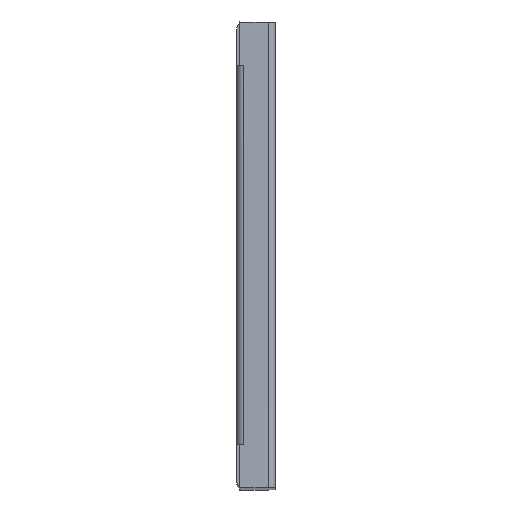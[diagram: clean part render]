
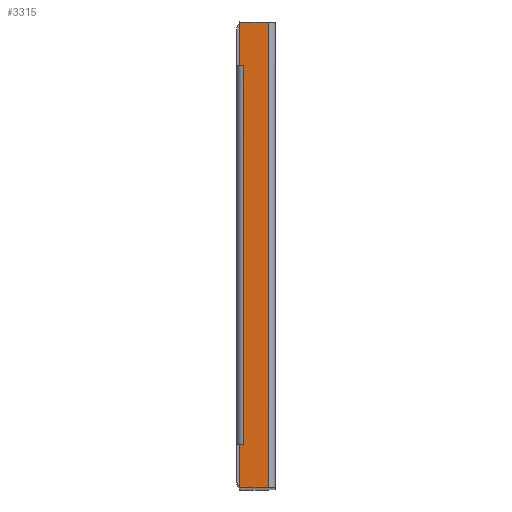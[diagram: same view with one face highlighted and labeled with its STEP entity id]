
A CAD part, top view. The second image highlights one B-rep face of the part: STEP entity #3315.
In plain terms, the highlighted planar face has unit normal (0, 0, 1).
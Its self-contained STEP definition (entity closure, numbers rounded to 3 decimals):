
#1165=B_SPLINE_CURVE_WITH_KNOTS('',1,(#71908,#71909),.UNSPECIFIED.,.F.,
 .F.,(2,2),(0.,1.),.UNSPECIFIED.);
#1173=B_SPLINE_CURVE_WITH_KNOTS('',1,(#71963,#71964),.UNSPECIFIED.,.F.,
 .F.,(2,2),(0.,1.),.UNSPECIFIED.);
#3315=ADVANCED_FACE('F31',(#7550),#5436,.F.);
#5436=PLANE('',#48792);
#7550=FACE_OUTER_BOUND('',#9673,.T.);
#9673=EDGE_LOOP('',(#19092,#19093,#19094,#19095,#19096,#19097,#19098,#19099));
#19092=ORIENTED_EDGE('',*,*,#33990,.F.);
#19093=ORIENTED_EDGE('',*,*,#33991,.F.);
#19094=ORIENTED_EDGE('',*,*,#33992,.F.);
#19095=ORIENTED_EDGE('',*,*,#33993,.F.);
#19096=ORIENTED_EDGE('',*,*,#33994,.F.);
#19097=ORIENTED_EDGE('',*,*,#33973,.F.);
#19098=ORIENTED_EDGE('',*,*,#33969,.F.);
#19099=ORIENTED_EDGE('',*,*,#33995,.F.);
#27650=VERTEX_POINT('',#71896);
#27652=VERTEX_POINT('',#71899);
#27655=VERTEX_POINT('',#71910);
#27666=VERTEX_POINT('',#71956);
#27667=VERTEX_POINT('',#71960);
#27668=VERTEX_POINT('',#71965);
#27669=VERTEX_POINT('',#71967);
#27670=VERTEX_POINT('',#71969);
#33969=EDGE_CURVE('E122',#27650,#27652,#40333,.T.);
#33973=EDGE_CURVE('E123',#27652,#27655,#1165,.T.);
#33990=EDGE_CURVE('E84',#27667,#27666,#40337,.T.);
#33991=EDGE_CURVE('E126',#27668,#27667,#1173,.T.);
#33992=EDGE_CURVE('E125',#27669,#27668,#40338,.T.);
#33993=EDGE_CURVE('E124',#27670,#27669,#40339,.T.);
#33994=EDGE_CURVE('E95',#27655,#27670,#40340,.T.);
#33995=EDGE_CURVE('E121',#27666,#27650,#40341,.T.);
#40333=LINE('',#71898,#46630);
#40337=LINE('',#71961,#46634);
#40338=LINE('',#71966,#46635);
#40339=LINE('',#71968,#46636);
#40340=LINE('',#71970,#46637);
#40341=LINE('',#71971,#46638);
#46630=VECTOR('',#59234,1.);
#46634=VECTOR('',#59258,1.);
#46635=VECTOR('',#59261,1.);
#46636=VECTOR('',#59262,1.);
#46637=VECTOR('',#59263,1.);
#46638=VECTOR('',#59264,1.);
#48792=AXIS2_PLACEMENT_3D('',#71972,#59265,#59266);
#59234=DIRECTION('',(0.,1.,0.));
#59258=DIRECTION('',(0.,-1.,0.));
#59261=DIRECTION('',(0.,1.,0.));
#59262=DIRECTION('',(-1.,0.,0.));
#59263=DIRECTION('',(0.,1.,0.));
#59264=DIRECTION('',(-1.,0.,0.));
#59265=DIRECTION('',(0.,0.,-1.));
#59266=DIRECTION('',(0.,-1.,0.));
#71896=CARTESIAN_POINT('',(-219.221,-2189.055,-916.862));
#71898=CARTESIAN_POINT('',(-219.221,-2175.055,-916.862));
#71899=CARTESIAN_POINT('',(-219.221,-2161.055,-916.862));
#71908=CARTESIAN_POINT('',(-219.221,-2161.055,-916.862));
#71909=CARTESIAN_POINT('',(-216.621,-2161.055,-916.862));
#71910=CARTESIAN_POINT('',(-216.621,-2161.055,-916.862));
#71956=CARTESIAN_POINT('',(-200.821,-2189.055,-916.862));
#71960=CARTESIAN_POINT('',(-200.821,-1889.055,-916.862));
#71961=CARTESIAN_POINT('',(-200.821,-2039.055,-916.862));
#71963=CARTESIAN_POINT('',(-219.221,-1889.055,-916.862));
#71964=CARTESIAN_POINT('',(-200.821,-1889.055,-916.862));
#71965=CARTESIAN_POINT('',(-219.221,-1889.055,-916.862));
#71966=CARTESIAN_POINT('',(-219.221,-1918.455,-916.862));
#71967=CARTESIAN_POINT('',(-219.221,-1917.055,-916.862));
#71968=CARTESIAN_POINT('',(-221.451,-1917.055,-916.862));
#71969=CARTESIAN_POINT('',(-216.621,-1917.055,-916.862));
#71970=CARTESIAN_POINT('',(-216.621,-1889.055,-916.862));
#71971=CARTESIAN_POINT('',(-210.021,-2189.055,-916.862));
#71972=CARTESIAN_POINT('',(-200.821,-1889.055,-916.862));
